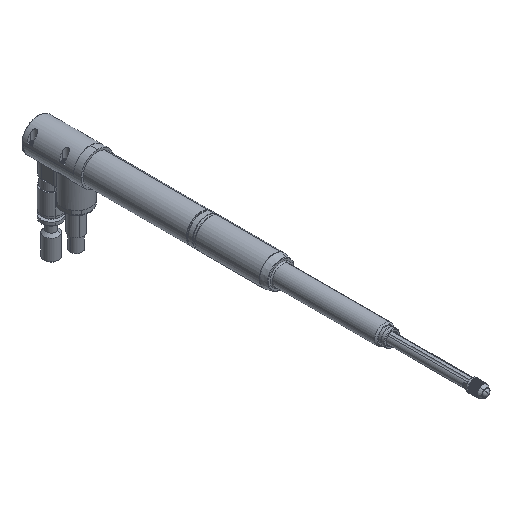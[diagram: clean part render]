
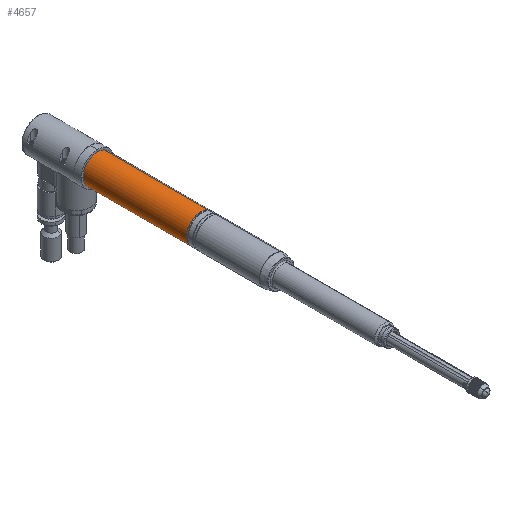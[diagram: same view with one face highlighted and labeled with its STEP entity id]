
A CAD part, isometric view. The second image highlights one B-rep face of the part: STEP entity #4657.
In plain terms, the highlighted cylindrical face has radius 6 mm (diameter 12 mm), a partial arc.
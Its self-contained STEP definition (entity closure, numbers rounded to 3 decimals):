
#3321=AXIS2_PLACEMENT_3D('Circle Axis2P3D',#3319,#3320,$) ;
#3330=AXIS2_PLACEMENT_3D('Circle Axis2P3D',#3328,#3329,$) ;
#3351=AXIS2_PLACEMENT_3D('Circle Axis2P3D',#3349,#3350,$) ;
#4628=AXIS2_PLACEMENT_3D('Cylinder Axis2P3D',#4625,#4626,#4627) ;
#4639=AXIS2_PLACEMENT_3D('Circle Axis2P3D',#4637,#4638,$) ;
#3319=CARTESIAN_POINT('Axis2P3D Location',(0.,118.1,0.)) ;
#3323=CARTESIAN_POINT('Vertex',(0.,118.1,6.)) ;
#3325=CARTESIAN_POINT('Vertex',(-6.,118.1,0.)) ;
#3328=CARTESIAN_POINT('Axis2P3D Location',(0.,118.1,0.)) ;
#3332=CARTESIAN_POINT('Vertex',(2.877,118.1,5.265)) ;
#3346=CARTESIAN_POINT('Vertex',(-2.877,118.1,-5.265)) ;
#3349=CARTESIAN_POINT('Axis2P3D Location',(0.,118.1,0.)) ;
#4625=CARTESIAN_POINT('Axis2P3D Location',(0.,84.55,0.)) ;
#4630=CARTESIAN_POINT('Line Origine',(-2.877,93.15,-5.265)) ;
#4634=CARTESIAN_POINT('Vertex',(-2.877,75.5,-5.265)) ;
#4637=CARTESIAN_POINT('Axis2P3D Location',(0.,75.5,0.)) ;
#4641=CARTESIAN_POINT('Vertex',(2.877,75.5,5.265)) ;
#4644=CARTESIAN_POINT('Line Origine',(2.877,93.15,5.265)) ;
#3320=DIRECTION('Axis2P3D Direction',(0.,1.,0.)) ;
#3329=DIRECTION('Axis2P3D Direction',(0.,1.,0.)) ;
#3350=DIRECTION('Axis2P3D Direction',(0.,1.,0.)) ;
#4626=DIRECTION('Axis2P3D Direction',(0.,1.,0.)) ;
#4627=DIRECTION('Axis2P3D XDirection',(-0.479,0.,-0.878)) ;
#4631=DIRECTION('Vector Direction',(0.,1.,0.)) ;
#4638=DIRECTION('Axis2P3D Direction',(0.,1.,0.)) ;
#4645=DIRECTION('Vector Direction',(0.,1.,0.)) ;
#4632=VECTOR('Line Direction',#4631,1.) ;
#4646=VECTOR('Line Direction',#4645,1.) ;
#4650=ORIENTED_EDGE('',*,*,#3334,.T.) ;
#4651=ORIENTED_EDGE('',*,*,#3327,.T.) ;
#4652=ORIENTED_EDGE('',*,*,#3353,.F.) ;
#4653=ORIENTED_EDGE('',*,*,#4636,.F.) ;
#4654=ORIENTED_EDGE('',*,*,#4643,.T.) ;
#4655=ORIENTED_EDGE('',*,*,#4648,.T.) ;
#4657=ADVANCED_FACE('\X2\FF8AFF9FFF70FF82\X0\ \X2\FF8EFF9EFF83FF9EFF68FF70\X0\',(#4656),#4629,.T.) ;
#3322=CIRCLE('generated circle',#3321,6.) ;
#3331=CIRCLE('generated circle',#3330,6.) ;
#3352=CIRCLE('generated circle',#3351,6.) ;
#4640=CIRCLE('generated circle',#4639,6.) ;
#4629=CYLINDRICAL_SURFACE('generated cylinder',#4628,6.) ;
#3327=EDGE_CURVE('',#3324,#3326,#3322,.F.) ;
#3334=EDGE_CURVE('',#3333,#3324,#3331,.F.) ;
#3353=EDGE_CURVE('',#3347,#3326,#3352,.T.) ;
#4636=EDGE_CURVE('',#4635,#3347,#4633,.T.) ;
#4643=EDGE_CURVE('',#4635,#4642,#4640,.T.) ;
#4648=EDGE_CURVE('',#4642,#3333,#4647,.T.) ;
#4649=EDGE_LOOP('',(#4650,#4651,#4652,#4653,#4654,#4655)) ;
#4656=FACE_OUTER_BOUND('',#4649,.T.) ;
#4633=LINE('Line',#4630,#4632) ;
#4647=LINE('Line',#4644,#4646) ;
#3324=VERTEX_POINT('',#3323) ;
#3326=VERTEX_POINT('',#3325) ;
#3333=VERTEX_POINT('',#3332) ;
#3347=VERTEX_POINT('',#3346) ;
#4635=VERTEX_POINT('',#4634) ;
#4642=VERTEX_POINT('',#4641) ;
